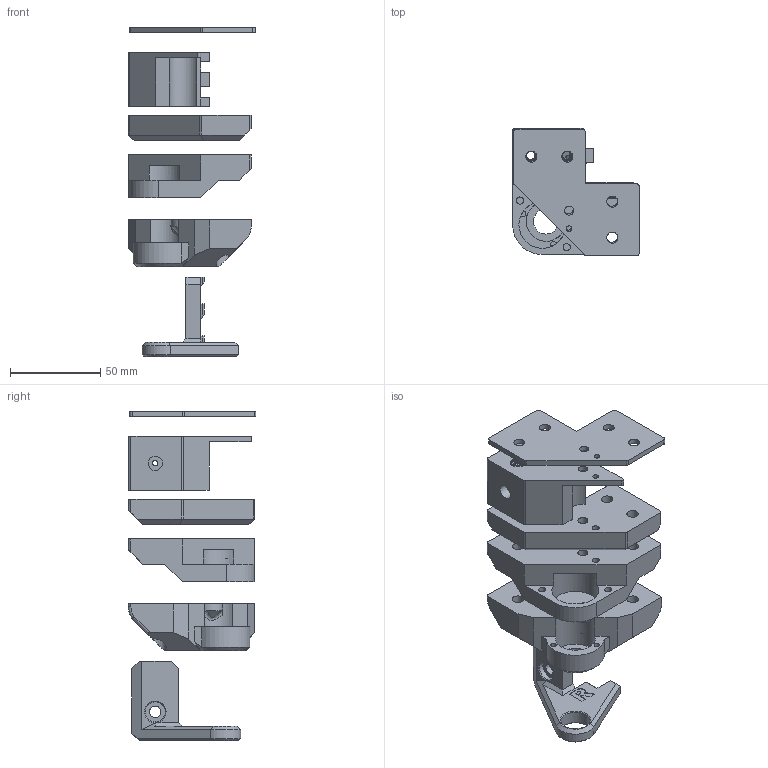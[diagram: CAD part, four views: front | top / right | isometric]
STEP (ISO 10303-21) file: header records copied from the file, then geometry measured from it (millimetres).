
FILE_DESCRIPTION(/* description */ (''),/* implementation_level */ '2;1');
FILE_NAME(/* name */ 'Idler Open front V2 v8.step',/* time_stamp */ '2022-10-21T20:37:34+02:00',/* author */ (''),/* organization */ (''),/* preprocessor_version */ 'ST-DEVELOPER v19.2',/* originating_system */ 'Autodesk Translation Framework v11.17.0.187',/* authorisation */ '');
FILE_SCHEMA (('AUTOMOTIVE_DESIGN { 1 0 10303 214 3 1 1 }'));
Products named in the file (9): Idler Open front V2; Idler R(Symétrie miroir) (1); Composant7; 94459A210_Heat-Set Inserts for Plastic; Idler Retainer ZU 1.6-1.99 v1; Retainer SFU1605 VULCAIN PROTO v1; Top CF Plate; LS retainer stock 3.1; 94459A210_Heat-Set Inserts for Plastic (1)
Assembly tree (11 placements, depth 3):
  Idler Open front V2
    Idler R(Symétrie miroir) (1)
      Composant7
    94459A210_Heat-Set Inserts for Plastic  x4
    Idler Retainer ZU 1.6-1.99 v1
    Retainer SFU1605 VULCAIN PROTO v1
    Top CF Plate
    LS retainer stock 3.1
    94459A210_Heat-Set Inserts for Plastic (1)
Bounding box: 70.33 x 70.76 x 182.85 mm (x, y, z)
Volume: 209744.8 mm3; surface area: 68069.5 mm2
Topology: 12 solids, 12 shells, 1469 faces, 4211 edges, 2793 vertices
Faces by surface type: cone 523, cylinder 441, bspline 283, plane 221, torus 1
Full cylindrical faces by diameter (mm): 3 x3, 3.1 x5, 3.2 x2, 4 x4, 4.701 x35, 5.1 x4, 5.6 x3, 6 x40, 6.1 x10, 6.3 x9, 7.584 x10, 7.9 x5, 8 x5, 10 x4, 10.1 x4, 11 x1, 13 x3, 14 x1, 15 x1, 16 x1, 22.08 x1, 25.98 x1
Entity records: 45240 total; most frequent: CARTESIAN_POINT 26263, ORIENTED_EDGE 4426, DIRECTION 3350, EDGE_CURVE 2213, VERTEX_POINT 1464, AXIS2_PLACEMENT_3D 1355, EDGE_LOOP 887, FACE_OUTER_BOUND 794
